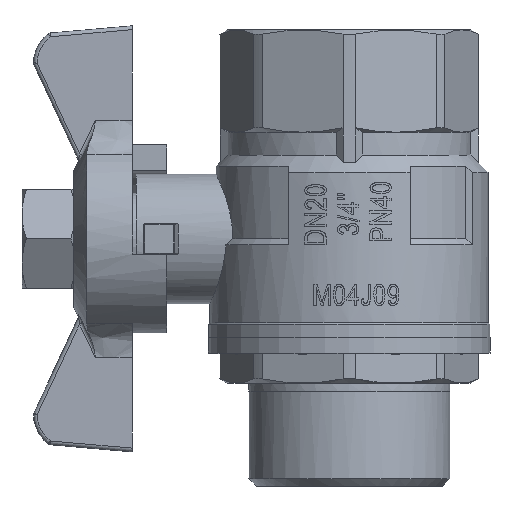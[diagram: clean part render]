
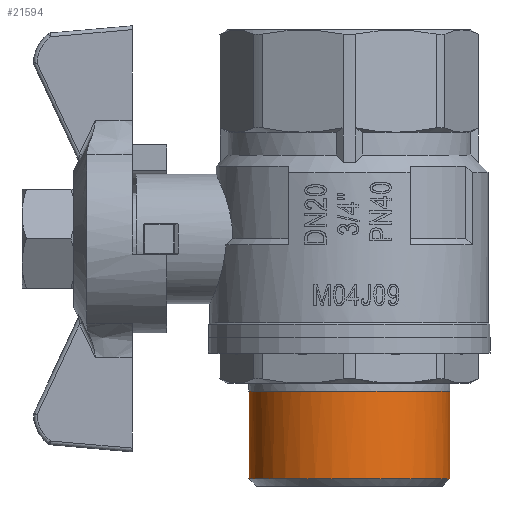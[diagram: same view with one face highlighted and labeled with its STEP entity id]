
A CAD part, front view. The second image highlights one B-rep face of the part: STEP entity #21594.
In plain terms, the highlighted cylindrical face has radius 13.22 mm (diameter 26.441 mm), a full revolution.
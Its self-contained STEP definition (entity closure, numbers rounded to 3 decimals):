
#1650=CYLINDRICAL_SURFACE('',#31018,13.221);
#4854=ORIENTED_EDGE('',*,*,#11634,.F.);
#4855=ORIENTED_EDGE('',*,*,#11635,.T.);
#11634=EDGE_CURVE('',#15045,#15045,#17318,.T.);
#11635=EDGE_CURVE('',#15046,#15046,#17319,.T.);
#15045=VERTEX_POINT('',#42396);
#15046=VERTEX_POINT('',#42398);
#17318=CIRCLE('',#31019,13.221);
#17319=CIRCLE('',#31020,13.221);
#17748=EDGE_LOOP('',(#4854));
#17749=EDGE_LOOP('',(#4855));
#19154=FACE_BOUND('',#17748,.T.);
#19155=FACE_BOUND('',#17749,.T.);
#21594=ADVANCED_FACE('',(#19154,#19155),#1650,.T.);
#31018=AXIS2_PLACEMENT_3D('',#42394,#34358,#34359);
#31019=AXIS2_PLACEMENT_3D('',#42395,#34360,#34361);
#31020=AXIS2_PLACEMENT_3D('',#42397,#34362,#34363);
#34358=DIRECTION('',(0.,0.,1.));
#34359=DIRECTION('',(0.707,-0.707,0.));
#34360=DIRECTION('',(0.,0.,1.));
#34361=DIRECTION('',(1.,0.,0.));
#34362=DIRECTION('',(0.,0.,1.));
#34363=DIRECTION('',(0.707,-0.707,0.));
#42394=CARTESIAN_POINT('',(0.,0.,9.426));
#42395=CARTESIAN_POINT('',(0.,0.,17.5));
#42396=CARTESIAN_POINT('',(13.221,0.,17.5));
#42397=CARTESIAN_POINT('',(0.,0.,6.));
#42398=CARTESIAN_POINT('',(9.348,-9.348,6.));
